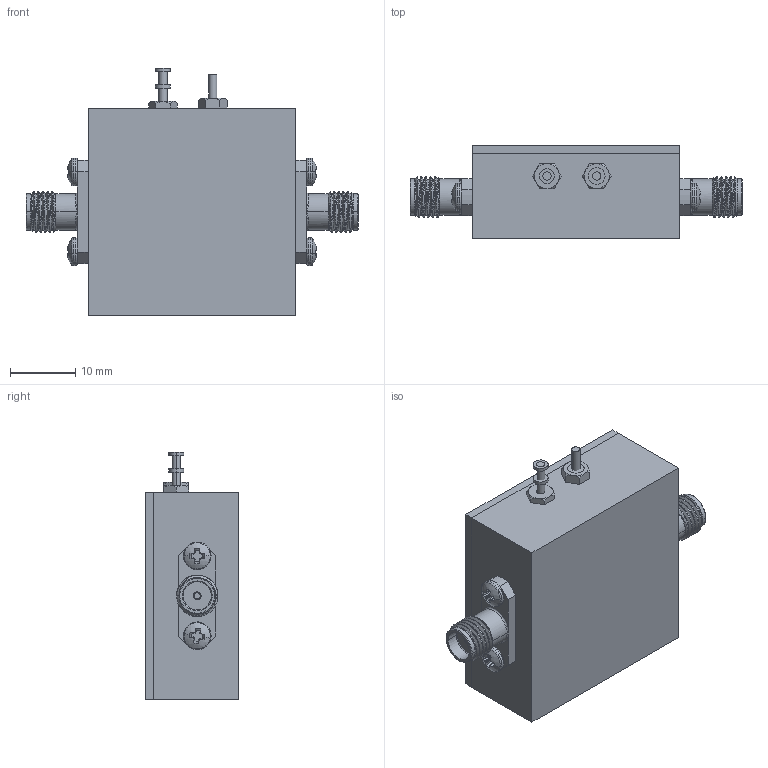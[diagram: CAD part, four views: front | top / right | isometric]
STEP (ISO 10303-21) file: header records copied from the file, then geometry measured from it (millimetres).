
FILE_DESCRIPTION (( 'STEP AP214' ), '1' );
FILE_NAME ('FMFX2019_3D.STEP', '2021-03-24T15:51:30', ( '' ), ( '' ), 'SwSTEP 2.0', 'SolidWorks 2020', '' );
FILE_SCHEMA (( 'AUTOMOTIVE_DESIGN' ));
Length unit declared in the file: inch
Products named in the file (5): FMFX20XX_FMR-3-X; 91772A504_PASSIVATED 18-8 SS PAN HEAD PHILLIPS SCREW_91772A504; FMFX2019_3D; SMA FEMALE; 91771A164_18-8 SS FLAT HEAD PHILLIPS MACHINE SCREW_91771A164
Assembly tree (11 placements, depth 2):
  FMFX2019_3D
    FMFX20XX_FMR-3-X
    SMA FEMALE  x2
    91772A504_PASSIVATED 18-8 SS PAN HEAD PHILLIPS SCREW_91772A504  x4
    91771A164_18-8 SS FLAT HEAD PHILLIPS MACHINE SCREW_91771A164  x4
Bounding box: 50.8 x 14.3 x 37.87 mm (x, y, z)
Volume: 15178.2 mm3; surface area: 5723 mm2
Topology: 21 solids, 21 shells, 949 faces, 2522 edges, 1642 vertices
Faces by surface type: plane 372, cylinder 334, cone 142, bspline 69, torus 24, sphere 8
Entity records: 20584 total; most frequent: CARTESIAN_POINT 8272, ORIENTED_EDGE 2542, DIRECTION 2187, EDGE_CURVE 1271, VERTEX_POINT 828, AXIS2_PLACEMENT_3D 744, VECTOR 699, LINE 699
